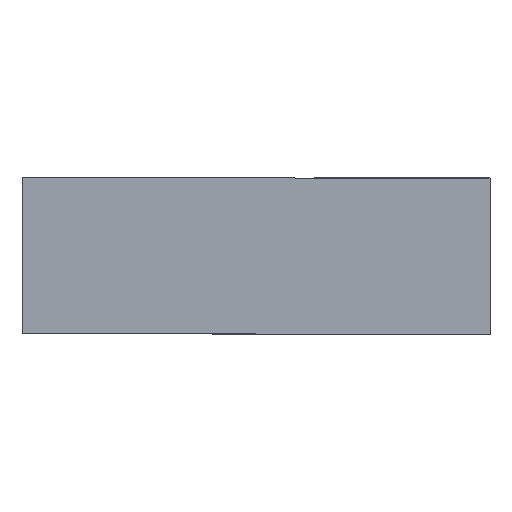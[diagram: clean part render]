
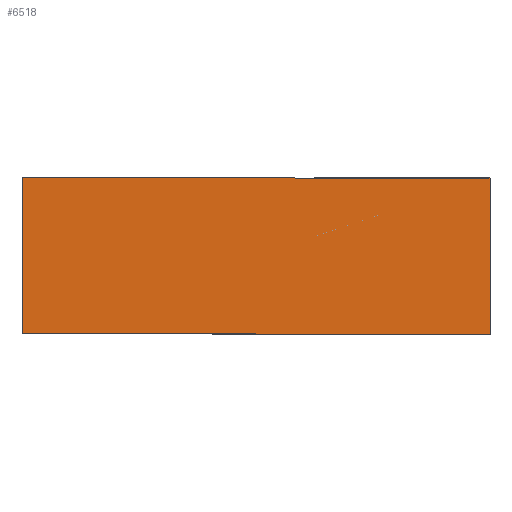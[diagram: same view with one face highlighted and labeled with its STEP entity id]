
A CAD part, front view. The second image highlights one B-rep face of the part: STEP entity #6518.
In plain terms, the highlighted planar face has unit normal (0, -1, 0).
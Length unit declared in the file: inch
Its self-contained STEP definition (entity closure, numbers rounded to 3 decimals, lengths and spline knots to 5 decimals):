
#6386=CARTESIAN_POINT('',(-3.0,-0.125,1.));
#6387=VERTEX_POINT('',#6386);
#6394=CARTESIAN_POINT('',(3.0,-0.125,1.));
#6395=VERTEX_POINT('',#6394);
#6396=CARTESIAN_POINT('',(3.0,-0.125,1.));
#6397=DIRECTION('',(-1.0,0.0,0.0));
#6398=VECTOR('',#6397,6.0);
#6399=LINE('',#6396,#6398);
#6400=EDGE_CURVE('',#6395,#6387,#6399,.T.);
#6424=CARTESIAN_POINT('',(-3.0,-0.125,-1.));
#6425=VERTEX_POINT('',#6424);
#6432=CARTESIAN_POINT('',(-3.0,-0.125,1.));
#6433=DIRECTION('',(0.0,0.0,-1.0));
#6434=VECTOR('',#6433,2.0);
#6435=LINE('',#6432,#6434);
#6436=EDGE_CURVE('',#6387,#6425,#6435,.T.);
#6455=CARTESIAN_POINT('',(3.0,-0.125,-1.));
#6456=VERTEX_POINT('',#6455);
#6463=CARTESIAN_POINT('',(-3.0,-0.125,-1.));
#6464=DIRECTION('',(1.0,0.0,0.0));
#6465=VECTOR('',#6464,6.0);
#6466=LINE('',#6463,#6465);
#6467=EDGE_CURVE('',#6425,#6456,#6466,.T.);
#6485=CARTESIAN_POINT('',(3.0,-0.125,-1.));
#6486=DIRECTION('',(0.0,0.0,1.0));
#6487=VECTOR('',#6486,2.0);
#6488=LINE('',#6485,#6487);
#6489=EDGE_CURVE('',#6456,#6395,#6488,.T.);
#6507=CARTESIAN_POINT('',(0.0,-0.125,0.0));
#6508=DIRECTION('',(0.0,1.0,0.0));
#6509=DIRECTION('',(0.0,0.0,1.0));
#6510=AXIS2_PLACEMENT_3D('',#6507,#6508,#6509);
#6511=PLANE('',#6510);
#6512=ORIENTED_EDGE('',*,*,#6489,.T.);
#6513=ORIENTED_EDGE('',*,*,#6400,.T.);
#6514=ORIENTED_EDGE('',*,*,#6436,.T.);
#6515=ORIENTED_EDGE('',*,*,#6467,.T.);
#6516=EDGE_LOOP('',(#6512,#6513,#6514,#6515));
#6517=FACE_OUTER_BOUND('',#6516,.T.);
#6518=ADVANCED_FACE('',(#6517),#6511,.F.);
